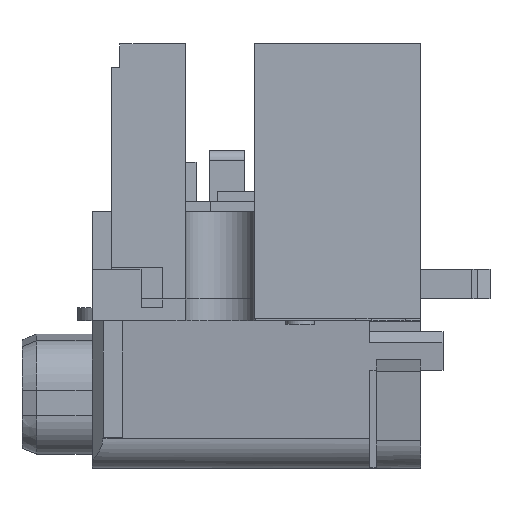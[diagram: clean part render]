
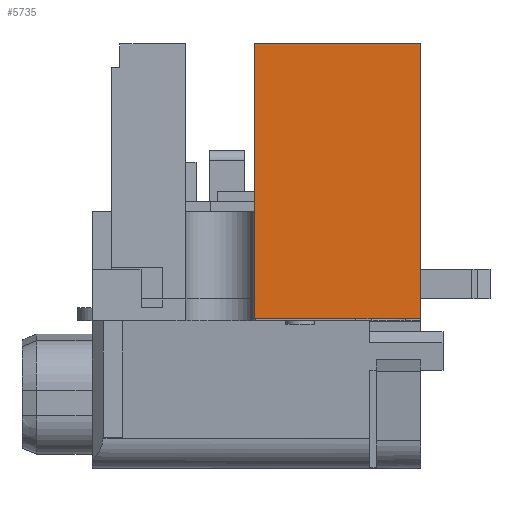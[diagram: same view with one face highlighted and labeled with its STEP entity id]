
A CAD part, front view. The second image highlights one B-rep face of the part: STEP entity #5735.
In plain terms, the highlighted planar face has unit normal (0, -1, 0).
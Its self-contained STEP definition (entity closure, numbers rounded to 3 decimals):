
#5735=ADVANCED_FACE('137',(#7675),#6733,.T.);
#6733=PLANE('',#25449);
#7675=FACE_OUTER_BOUND('',#8707,.T.);
#8707=EDGE_LOOP('',(#11213,#11214,#11215,#11216));
#11213=ORIENTED_EDGE('',*,*,#17682,.F.);
#11214=ORIENTED_EDGE('',*,*,#17558,.T.);
#11215=ORIENTED_EDGE('',*,*,#17684,.T.);
#11216=ORIENTED_EDGE('',*,*,#17598,.F.);
#15562=VERTEX_POINT('',#32777);
#15564=VERTEX_POINT('',#32780);
#15590=VERTEX_POINT('',#32855);
#15593=VERTEX_POINT('',#32860);
#17558=EDGE_CURVE('',#15564,#15562,#20100,.T.);
#17598=EDGE_CURVE('',#15593,#15590,#20138,.T.);
#17682=EDGE_CURVE('',#15564,#15593,#20218,.T.);
#17684=EDGE_CURVE('',#15562,#15590,#20220,.T.);
#20100=LINE('',#32779,#22487);
#20138=LINE('',#32861,#22525);
#20218=LINE('',#33030,#22605);
#20220=LINE('',#33033,#22607);
#22487=VECTOR('',#27688,1.);
#22525=VECTOR('',#27754,1.);
#22605=VECTOR('',#27904,1.);
#22607=VECTOR('',#27908,1.);
#25449=AXIS2_PLACEMENT_3D('',#33034,#27909,#27910);
#27688=DIRECTION('',(-1.,0.,0.));
#27754=DIRECTION('',(-1.,0.,0.));
#27904=DIRECTION('',(0.,0.,-1.));
#27908=DIRECTION('',(0.,0.,-1.));
#27909=DIRECTION('',(0.,-1.,0.));
#27910=DIRECTION('',(0.,0.,-1.));
#32777=CARTESIAN_POINT('',(-22.45,-65.,14.7));
#32779=CARTESIAN_POINT('',(0.22,-65.,14.7));
#32780=CARTESIAN_POINT('',(0.22,-65.,14.7));
#32855=CARTESIAN_POINT('',(-22.45,-65.,-23.));
#32860=CARTESIAN_POINT('',(0.22,-65.,-23.));
#32861=CARTESIAN_POINT('',(0.22,-65.,-23.));
#33030=CARTESIAN_POINT('',(0.22,-65.,-3.25));
#33033=CARTESIAN_POINT('',(-22.45,-65.,32.5));
#33034=CARTESIAN_POINT('',(22.45,-65.,32.5));
